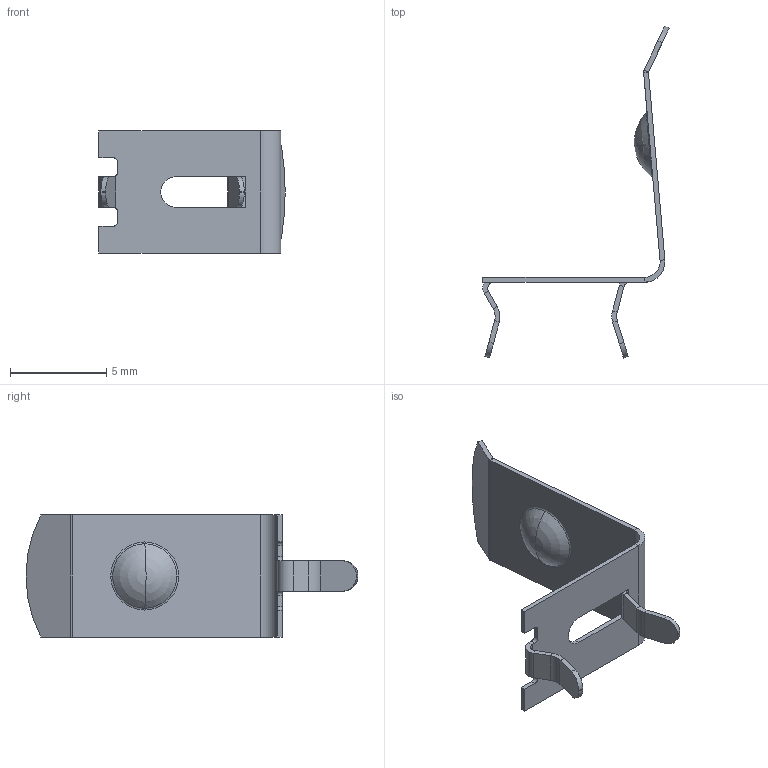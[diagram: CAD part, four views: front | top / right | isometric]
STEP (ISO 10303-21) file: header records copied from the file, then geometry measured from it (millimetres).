
FILE_DESCRIPTION (( 'STEP AP214' ), '1' );
FILE_NAME ('52TR.STEP', '2023-09-04T05:36:09', ( '' ), ( '' ), 'SwSTEP 2.0', 'SolidWorks 2021', '' );
FILE_SCHEMA (( 'AUTOMOTIVE_DESIGN' ));
Length unit declared in the file: inch
Products named in the file (2): 52TR_52TR; 52TR
Assembly tree (1 placements, depth 2):
  52TR
    52TR_52TR
Bounding box: 9.7 x 17.28 x 6.35 mm (x, y, z)
Volume: 37.2 mm3; surface area: 314.6 mm2
Topology: 1 solids, 1 shells, 86 faces, 204 edges, 118 vertices
Faces by surface type: plane 55, cylinder 23, torus 4, sphere 4
Entity records: 2460 total; most frequent: DIRECTION 442, CARTESIAN_POINT 404, ORIENTED_EDGE 396, EDGE_CURVE 198, AXIS2_PLACEMENT_3D 154, VECTOR 134, LINE 134, VERTEX_POINT 116
